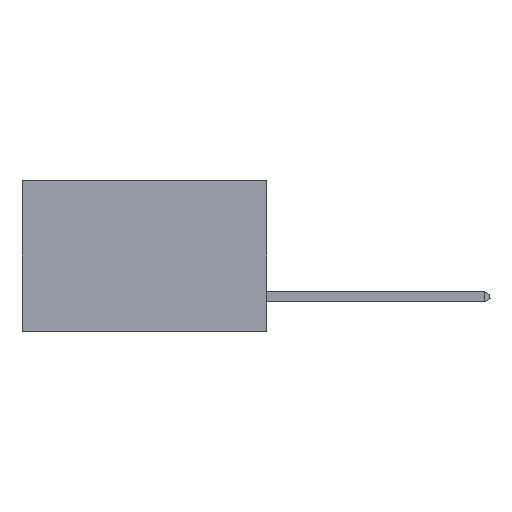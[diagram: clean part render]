
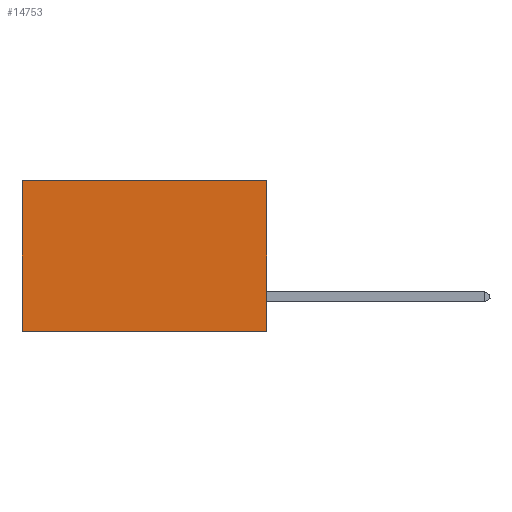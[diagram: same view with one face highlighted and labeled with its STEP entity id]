
A CAD part, left-side view. The second image highlights one B-rep face of the part: STEP entity #14753.
In plain terms, the highlighted planar face has unit normal (-1, 0, 0).
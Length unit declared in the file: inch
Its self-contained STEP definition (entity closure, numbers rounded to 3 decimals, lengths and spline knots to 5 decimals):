
#339 = LINE ( 'NONE', #19186, #8921 ) ;
#1232 = ORIENTED_EDGE ( 'NONE', *, *, #1713, .F. ) ;
#1617 = AXIS2_PLACEMENT_3D ( 'NONE', #17182, #10642, #5745 ) ;
#1658 = VECTOR ( 'NONE', #2175, 39.37008 ) ;
#1713 = EDGE_CURVE ( 'NONE', #23354, #2739, #24102, .T. ) ;
#2175 = DIRECTION ( 'NONE',  ( 0., 1., 0. ) ) ;
#2359 = EDGE_CURVE ( 'NONE', #2739, #13257, #5454, .T. ) ;
#2739 = VERTEX_POINT ( 'NONE', #17304 ) ;
#5454 = LINE ( 'NONE', #24122, #20180 ) ;
#5745 = DIRECTION ( 'NONE',  ( 0., 0., -1. ) ) ;
#6032 = ORIENTED_EDGE ( 'NONE', *, *, #10761, .T. ) ;
#6826 = CARTESIAN_POINT ( 'NONE',  ( 0.2875, 0., 0. ) ) ;
#7651 = LINE ( 'NONE', #15772, #1658 ) ;
#8921 = VECTOR ( 'NONE', #16678, 39.37008 ) ;
#10642 = DIRECTION ( 'NONE',  ( 1., 0., 0. ) ) ;
#10761 = EDGE_CURVE ( 'NONE', #23354, #26611, #7651, .T. ) ;
#12478 = FACE_OUTER_BOUND ( 'NONE', #18989, .T. ) ;
#12774 = DIRECTION ( 'NONE',  ( 0., 1., 0. ) ) ;
#13257 = VERTEX_POINT ( 'NONE', #16847 ) ;
#14753 = ADVANCED_FACE ( 'NONE', ( #12478 ), #24234, .F. ) ;
#15772 = CARTESIAN_POINT ( 'NONE',  ( 0.2875, 0., 0. ) ) ;
#16629 = VECTOR ( 'NONE', #18761, 39.37008 ) ;
#16678 = DIRECTION ( 'NONE',  ( 0., 0., -1. ) ) ;
#16847 = CARTESIAN_POINT ( 'NONE',  ( 0.2875, 0.6, -0.37 ) ) ;
#17182 = CARTESIAN_POINT ( 'NONE',  ( 0.2875, 0., 0. ) ) ;
#17304 = CARTESIAN_POINT ( 'NONE',  ( 0.2875, 0., -0.37 ) ) ;
#18761 = DIRECTION ( 'NONE',  ( 0., 0., -1. ) ) ;
#18989 = EDGE_LOOP ( 'NONE', ( #22946, #21440, #1232, #6032 ) ) ;
#19186 = CARTESIAN_POINT ( 'NONE',  ( 0.2875, 0.6, 0. ) ) ;
#20180 = VECTOR ( 'NONE', #12774, 39.37008 ) ;
#21440 = ORIENTED_EDGE ( 'NONE', *, *, #2359, .F. ) ;
#22946 = ORIENTED_EDGE ( 'NONE', *, *, #28985, .T. ) ;
#23354 = VERTEX_POINT ( 'NONE', #29174 ) ;
#24102 = LINE ( 'NONE', #6826, #16629 ) ;
#24122 = CARTESIAN_POINT ( 'NONE',  ( 0.2875, 0., -0.37 ) ) ;
#24234 = PLANE ( 'NONE',  #1617 ) ;
#24657 = CARTESIAN_POINT ( 'NONE',  ( 0.2875, 0.6, 0. ) ) ;
#26611 = VERTEX_POINT ( 'NONE', #24657 ) ;
#28985 = EDGE_CURVE ( 'NONE', #26611, #13257, #339, .T. ) ;
#29174 = CARTESIAN_POINT ( 'NONE',  ( 0.2875, 0., 0. ) ) ;
